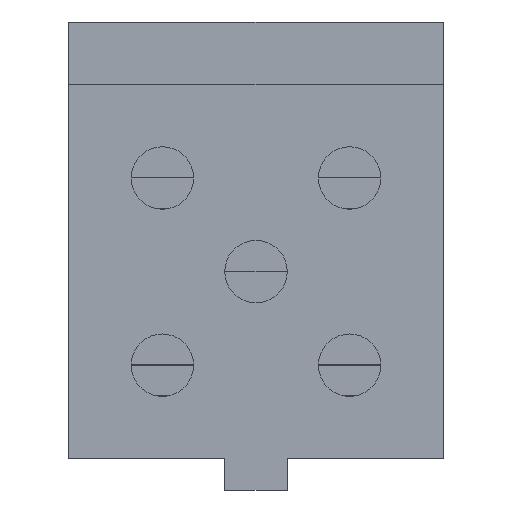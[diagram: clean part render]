
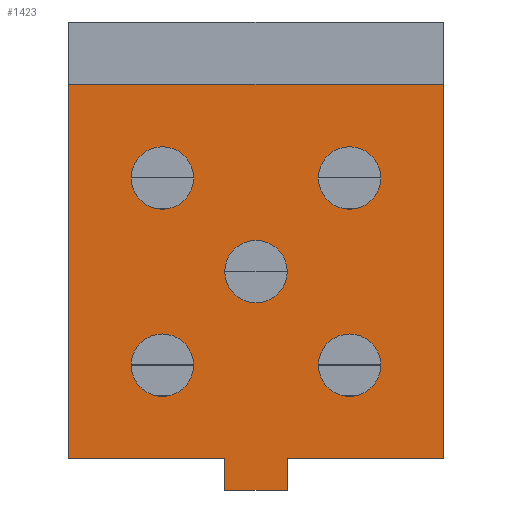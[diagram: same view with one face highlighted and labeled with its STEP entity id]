
A CAD part, front view. The second image highlights one B-rep face of the part: STEP entity #1423.
In plain terms, the highlighted face is planar.
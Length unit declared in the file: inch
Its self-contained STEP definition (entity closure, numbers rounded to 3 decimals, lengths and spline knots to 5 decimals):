
#84=CIRCLE('',#1597,0.5);
#86=CIRCLE('',#1600,0.5);
#88=CIRCLE('',#1603,0.5);
#90=CIRCLE('',#1606,0.5);
#92=CIRCLE('',#1609,0.5);
#127=FACE_BOUND('',#265,.T.);
#128=FACE_BOUND('',#266,.T.);
#129=FACE_BOUND('',#267,.T.);
#130=FACE_BOUND('',#268,.T.);
#131=FACE_BOUND('',#269,.T.);
#184=FACE_OUTER_BOUND('',#264,.T.);
#264=EDGE_LOOP('',(#1212,#1213,#1214,#1215,#1216,#1217,#1218,#1219,#1220,
#1221,#1222,#1223,#1224,#1225,#1226,#1227));
#265=EDGE_LOOP('',(#1228));
#266=EDGE_LOOP('',(#1229));
#267=EDGE_LOOP('',(#1230));
#268=EDGE_LOOP('',(#1231));
#269=EDGE_LOOP('',(#1232));
#373=LINE('',#2226,#546);
#378=LINE('',#2235,#551);
#382=LINE('',#2244,#555);
#385=LINE('',#2250,#558);
#386=LINE('',#2253,#559);
#394=LINE('',#2289,#567);
#397=LINE('',#2295,#570);
#400=LINE('',#2301,#573);
#403=LINE('',#2307,#576);
#406=LINE('',#2313,#579);
#409=LINE('',#2319,#582);
#412=LINE('',#2325,#585);
#415=LINE('',#2330,#588);
#419=LINE('',#2337,#592);
#420=LINE('',#2340,#593);
#423=LINE('',#2345,#596);
#546=VECTOR('',#1817,0.3937);
#551=VECTOR('',#1824,0.3937);
#555=VECTOR('',#1830,0.3937);
#558=VECTOR('',#1835,0.3937);
#559=VECTOR('',#1838,0.3937);
#567=VECTOR('',#1878,0.3937);
#570=VECTOR('',#1883,0.3937);
#573=VECTOR('',#1888,0.3937);
#576=VECTOR('',#1893,0.3937);
#579=VECTOR('',#1898,0.3937);
#582=VECTOR('',#1903,0.3937);
#585=VECTOR('',#1908,0.3937);
#588=VECTOR('',#1913,0.3937);
#592=VECTOR('',#1919,0.3937);
#593=VECTOR('',#1922,0.3937);
#596=VECTOR('',#1927,0.3937);
#690=VERTEX_POINT('',#2222);
#692=VERTEX_POINT('',#2225);
#694=VERTEX_POINT('',#2231);
#697=VERTEX_POINT('',#2238);
#699=VERTEX_POINT('',#2242);
#701=VERTEX_POINT('',#2248);
#702=VERTEX_POINT('',#2252);
#705=VERTEX_POINT('',#2260);
#707=VERTEX_POINT('',#2266);
#709=VERTEX_POINT('',#2272);
#711=VERTEX_POINT('',#2278);
#713=VERTEX_POINT('',#2284);
#714=VERTEX_POINT('',#2288);
#716=VERTEX_POINT('',#2294);
#718=VERTEX_POINT('',#2300);
#720=VERTEX_POINT('',#2306);
#722=VERTEX_POINT('',#2312);
#724=VERTEX_POINT('',#2318);
#726=VERTEX_POINT('',#2324);
#729=VERTEX_POINT('',#2335);
#730=VERTEX_POINT('',#2339);
#841=EDGE_CURVE('',#690,#692,#373,.T.);
#846=EDGE_CURVE('',#692,#694,#378,.T.);
#850=EDGE_CURVE('',#697,#699,#382,.T.);
#853=EDGE_CURVE('',#701,#699,#385,.T.);
#854=EDGE_CURVE('',#697,#702,#386,.T.);
#859=EDGE_CURVE('',#705,#705,#84,.T.);
#862=EDGE_CURVE('',#707,#707,#86,.T.);
#865=EDGE_CURVE('',#709,#709,#88,.T.);
#868=EDGE_CURVE('',#711,#711,#90,.T.);
#871=EDGE_CURVE('',#713,#713,#92,.T.);
#872=EDGE_CURVE('',#702,#714,#394,.T.);
#875=EDGE_CURVE('',#716,#701,#397,.T.);
#878=EDGE_CURVE('',#718,#716,#400,.T.);
#881=EDGE_CURVE('',#720,#718,#403,.T.);
#884=EDGE_CURVE('',#722,#720,#406,.T.);
#887=EDGE_CURVE('',#724,#722,#409,.T.);
#890=EDGE_CURVE('',#726,#724,#412,.T.);
#893=EDGE_CURVE('',#726,#694,#415,.T.);
#897=EDGE_CURVE('',#729,#690,#419,.T.);
#898=EDGE_CURVE('',#730,#729,#420,.T.);
#901=EDGE_CURVE('',#714,#730,#423,.T.);
#1212=ORIENTED_EDGE('',*,*,#901,.F.);
#1213=ORIENTED_EDGE('',*,*,#872,.F.);
#1214=ORIENTED_EDGE('',*,*,#854,.F.);
#1215=ORIENTED_EDGE('',*,*,#850,.T.);
#1216=ORIENTED_EDGE('',*,*,#853,.F.);
#1217=ORIENTED_EDGE('',*,*,#875,.F.);
#1218=ORIENTED_EDGE('',*,*,#878,.F.);
#1219=ORIENTED_EDGE('',*,*,#881,.F.);
#1220=ORIENTED_EDGE('',*,*,#884,.F.);
#1221=ORIENTED_EDGE('',*,*,#887,.F.);
#1222=ORIENTED_EDGE('',*,*,#890,.F.);
#1223=ORIENTED_EDGE('',*,*,#893,.T.);
#1224=ORIENTED_EDGE('',*,*,#846,.F.);
#1225=ORIENTED_EDGE('',*,*,#841,.F.);
#1226=ORIENTED_EDGE('',*,*,#897,.F.);
#1227=ORIENTED_EDGE('',*,*,#898,.F.);
#1228=ORIENTED_EDGE('',*,*,#871,.F.);
#1229=ORIENTED_EDGE('',*,*,#868,.F.);
#1230=ORIENTED_EDGE('',*,*,#865,.F.);
#1231=ORIENTED_EDGE('',*,*,#862,.F.);
#1232=ORIENTED_EDGE('',*,*,#859,.F.);
#1352=PLANE('',#1622);
#1423=ADVANCED_FACE('',(#184,#127,#128,#129,#130,#131),#1352,.F.);
#1597=AXIS2_PLACEMENT_3D('',#2262,#1846,#1847);
#1600=AXIS2_PLACEMENT_3D('',#2268,#1853,#1854);
#1603=AXIS2_PLACEMENT_3D('',#2274,#1860,#1861);
#1606=AXIS2_PLACEMENT_3D('',#2280,#1867,#1868);
#1609=AXIS2_PLACEMENT_3D('',#2286,#1874,#1875);
#1622=AXIS2_PLACEMENT_3D('',#2348,#1931,#1932);
#1817=DIRECTION('',(0.,-1.,0.));
#1824=DIRECTION('',(1.,0.,0.));
#1830=DIRECTION('',(0.,-1.,0.));
#1835=DIRECTION('',(1.,0.,0.));
#1838=DIRECTION('',(1.,0.,0.));
#1846=DIRECTION('center_axis',(0.,0.,-1.));
#1847=DIRECTION('ref_axis',(-1.,0.,0.));
#1853=DIRECTION('center_axis',(0.,0.,-1.));
#1854=DIRECTION('ref_axis',(-1.,0.,0.));
#1860=DIRECTION('center_axis',(0.,0.,-1.));
#1861=DIRECTION('ref_axis',(-1.,0.,0.));
#1867=DIRECTION('center_axis',(0.,0.,-1.));
#1868=DIRECTION('ref_axis',(-1.,0.,0.));
#1874=DIRECTION('center_axis',(0.,0.,-1.));
#1875=DIRECTION('ref_axis',(-1.,0.,0.));
#1878=DIRECTION('',(0.,-1.,0.));
#1883=DIRECTION('',(0.,-1.,0.));
#1888=DIRECTION('',(-1.,0.,0.));
#1893=DIRECTION('',(0.,-1.,0.));
#1898=DIRECTION('',(-1.,0.,0.));
#1903=DIRECTION('',(0.,1.,0.));
#1908=DIRECTION('',(-1.,0.,0.));
#1913=DIRECTION('',(0.,-1.,0.));
#1919=DIRECTION('',(1.,0.,0.));
#1922=DIRECTION('',(0.,1.,0.));
#1927=DIRECTION('',(1.,0.,0.));
#1931=DIRECTION('center_axis',(0.,0.,1.));
#1932=DIRECTION('ref_axis',(1.,0.,0.));
#2222=CARTESIAN_POINT('',(5.5,0.,0.));
#2225=CARTESIAN_POINT('',(5.5,-0.5,0.));
#2226=CARTESIAN_POINT('',(5.5,0.,0.));
#2231=CARTESIAN_POINT('',(6.,-0.5,0.));
#2235=CARTESIAN_POINT('',(5.5,-0.5,0.));
#2238=CARTESIAN_POINT('',(0.5,0.,0.));
#2242=CARTESIAN_POINT('',(0.5,-0.5,0.));
#2244=CARTESIAN_POINT('',(0.5,0.,0.));
#2248=CARTESIAN_POINT('',(0.,-0.5,0.));
#2250=CARTESIAN_POINT('',(0.,-0.5,0.));
#2252=CARTESIAN_POINT('',(2.5,0.,0.));
#2253=CARTESIAN_POINT('',(0.,0.,0.));
#2260=CARTESIAN_POINT('',(5.,1.5,0.));
#2262=CARTESIAN_POINT('Origin',(4.5,1.5,0.));
#2266=CARTESIAN_POINT('',(5.,4.5,0.));
#2268=CARTESIAN_POINT('Origin',(4.5,4.5,0.));
#2272=CARTESIAN_POINT('',(3.5,3.,0.));
#2274=CARTESIAN_POINT('Origin',(3.,3.,0.));
#2278=CARTESIAN_POINT('',(2.,4.5,0.));
#2280=CARTESIAN_POINT('Origin',(1.5,4.5,0.));
#2284=CARTESIAN_POINT('',(2.,1.5,0.));
#2286=CARTESIAN_POINT('Origin',(1.5,1.5,0.));
#2288=CARTESIAN_POINT('',(2.5,-0.5,0.));
#2289=CARTESIAN_POINT('',(2.5,6.,0.));
#2294=CARTESIAN_POINT('',(0.,6.,0.));
#2295=CARTESIAN_POINT('',(0.,6.,0.));
#2300=CARTESIAN_POINT('',(2.5,6.,0.));
#2301=CARTESIAN_POINT('',(2.5,6.,0.));
#2306=CARTESIAN_POINT('',(2.5,6.5,0.));
#2307=CARTESIAN_POINT('',(2.5,6.5,0.));
#2312=CARTESIAN_POINT('',(3.5,6.5,0.));
#2313=CARTESIAN_POINT('',(3.5,6.5,0.));
#2318=CARTESIAN_POINT('',(3.5,6.,0.));
#2319=CARTESIAN_POINT('',(3.5,6.,0.));
#2324=CARTESIAN_POINT('',(6.,6.,0.));
#2325=CARTESIAN_POINT('',(6.,6.,0.));
#2330=CARTESIAN_POINT('',(6.,0.,0.));
#2335=CARTESIAN_POINT('',(3.5,0.,0.));
#2337=CARTESIAN_POINT('',(0.,0.,0.));
#2339=CARTESIAN_POINT('',(3.5,-0.5,0.));
#2340=CARTESIAN_POINT('',(3.5,-0.5,0.));
#2345=CARTESIAN_POINT('',(2.5,-0.5,0.));
#2348=CARTESIAN_POINT('Origin',(3.,3.,0.));
